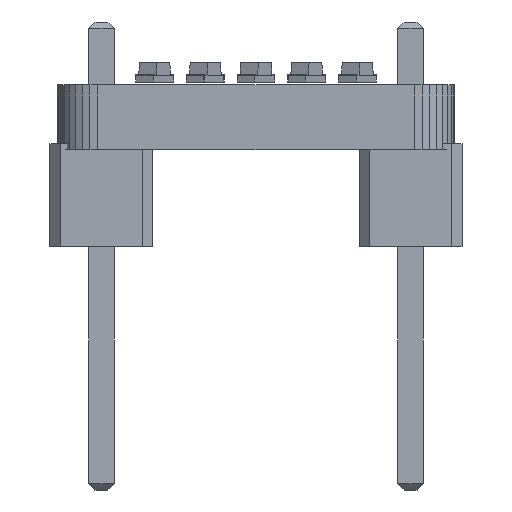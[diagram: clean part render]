
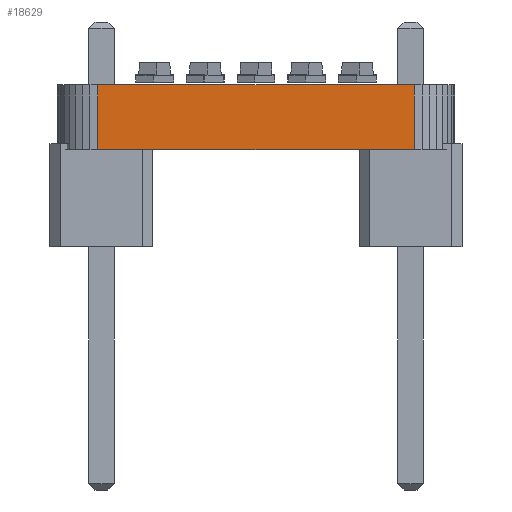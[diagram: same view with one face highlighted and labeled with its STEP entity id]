
A CAD part, front view. The second image highlights one B-rep face of the part: STEP entity #18629.
In plain terms, the highlighted planar face has unit normal (0, -1, 0).
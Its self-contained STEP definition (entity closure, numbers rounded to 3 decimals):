
#15038 = PLANE('',#15039);
#15039 = AXIS2_PLACEMENT_3D('',#15040,#15041,#15042);
#15040 = CARTESIAN_POINT('',(0.,0.,1.6)
  );
#15041 = DIRECTION('',(-0.,-0.,-1.));
#15042 = DIRECTION('',(-1.,0.,0.));
#15092 = PLANE('',#15093);
#15093 = AXIS2_PLACEMENT_3D('',#15094,#15095,#15096);
#15094 = CARTESIAN_POINT('',(0.,0.,0.)
  );
#15095 = DIRECTION('',(-0.,-0.,-1.));
#15096 = DIRECTION('',(-1.,0.,0.));
#15621 = VERTEX_POINT('',#15622);
#15622 = CARTESIAN_POINT('',(3.9,-9.25,0.));
#15636 = PLANE('',#15637);
#15637 = AXIS2_PLACEMENT_3D('',#15638,#15639,#15640);
#15638 = CARTESIAN_POINT('',(4.095,-9.231,0.));
#15639 = DIRECTION('',(0.098,-0.995,0.));
#15640 = DIRECTION('',(-0.995,-0.098,0.));
#15648 = EDGE_CURVE('',#15621,#15649,#15651,.T.);
#15649 = VERTEX_POINT('',#15650);
#15650 = CARTESIAN_POINT('',(-3.9,-9.25,0.));
#15651 = SURFACE_CURVE('',#15652,(#15656,#15663),.PCURVE_S1.);
#15652 = LINE('',#15653,#15654);
#15653 = CARTESIAN_POINT('',(3.9,-9.25,0.));
#15654 = VECTOR('',#15655,1.);
#15655 = DIRECTION('',(-1.,0.,0.));
#15656 = PCURVE('',#15092,#15657);
#15657 = DEFINITIONAL_REPRESENTATION('',(#15658),#15662);
#15658 = LINE('',#15659,#15660);
#15659 = CARTESIAN_POINT('',(-3.9,-9.25));
#15660 = VECTOR('',#15661,1.);
#15661 = DIRECTION('',(1.,0.));
#15662 = ( GEOMETRIC_REPRESENTATION_CONTEXT(2) 
PARAMETRIC_REPRESENTATION_CONTEXT() REPRESENTATION_CONTEXT('2D SPACE',''
  ) );
#15663 = PCURVE('',#15664,#15669);
#15664 = PLANE('',#15665);
#15665 = AXIS2_PLACEMENT_3D('',#15666,#15667,#15668);
#15666 = CARTESIAN_POINT('',(3.9,-9.25,0.));
#15667 = DIRECTION('',(0.,-1.,0.));
#15668 = DIRECTION('',(-1.,0.,0.));
#15669 = DEFINITIONAL_REPRESENTATION('',(#15670),#15674);
#15670 = LINE('',#15671,#15672);
#15671 = CARTESIAN_POINT('',(0.,-0.));
#15672 = VECTOR('',#15673,1.);
#15673 = DIRECTION('',(1.,0.));
#15674 = ( GEOMETRIC_REPRESENTATION_CONTEXT(2) 
PARAMETRIC_REPRESENTATION_CONTEXT() REPRESENTATION_CONTEXT('2D SPACE',''
  ) );
#15692 = PLANE('',#15693);
#15693 = AXIS2_PLACEMENT_3D('',#15694,#15695,#15696);
#15694 = CARTESIAN_POINT('',(-3.9,-9.25,0.));
#15695 = DIRECTION('',(-0.098,-0.995,0.));
#15696 = DIRECTION('',(-0.995,0.098,0.));
#16969 = VERTEX_POINT('',#16970);
#16970 = CARTESIAN_POINT('',(3.9,-9.25,1.6));
#16991 = EDGE_CURVE('',#16969,#16992,#16994,.T.);
#16992 = VERTEX_POINT('',#16993);
#16993 = CARTESIAN_POINT('',(-3.9,-9.25,1.6));
#16994 = SURFACE_CURVE('',#16995,(#16999,#17006),.PCURVE_S1.);
#16995 = LINE('',#16996,#16997);
#16996 = CARTESIAN_POINT('',(3.9,-9.25,1.6));
#16997 = VECTOR('',#16998,1.);
#16998 = DIRECTION('',(-1.,0.,0.));
#16999 = PCURVE('',#15038,#17000);
#17000 = DEFINITIONAL_REPRESENTATION('',(#17001),#17005);
#17001 = LINE('',#17002,#17003);
#17002 = CARTESIAN_POINT('',(-3.9,-9.25));
#17003 = VECTOR('',#17004,1.);
#17004 = DIRECTION('',(1.,0.));
#17005 = ( GEOMETRIC_REPRESENTATION_CONTEXT(2) 
PARAMETRIC_REPRESENTATION_CONTEXT() REPRESENTATION_CONTEXT('2D SPACE',''
  ) );
#17006 = PCURVE('',#15664,#17007);
#17007 = DEFINITIONAL_REPRESENTATION('',(#17008),#17012);
#17008 = LINE('',#17009,#17010);
#17009 = CARTESIAN_POINT('',(0.,-1.6));
#17010 = VECTOR('',#17011,1.);
#17011 = DIRECTION('',(1.,0.));
#17012 = ( GEOMETRIC_REPRESENTATION_CONTEXT(2) 
PARAMETRIC_REPRESENTATION_CONTEXT() REPRESENTATION_CONTEXT('2D SPACE',''
  ) );
#18581 = EDGE_CURVE('',#15621,#16969,#18582,.T.);
#18582 = SURFACE_CURVE('',#18583,(#18587,#18594),.PCURVE_S1.);
#18583 = LINE('',#18584,#18585);
#18584 = CARTESIAN_POINT('',(3.9,-9.25,0.));
#18585 = VECTOR('',#18586,1.);
#18586 = DIRECTION('',(0.,0.,1.));
#18587 = PCURVE('',#15636,#18588);
#18588 = DEFINITIONAL_REPRESENTATION('',(#18589),#18593);
#18589 = LINE('',#18590,#18591);
#18590 = CARTESIAN_POINT('',(0.196,0.));
#18591 = VECTOR('',#18592,1.);
#18592 = DIRECTION('',(0.,-1.));
#18593 = ( GEOMETRIC_REPRESENTATION_CONTEXT(2) 
PARAMETRIC_REPRESENTATION_CONTEXT() REPRESENTATION_CONTEXT('2D SPACE',''
  ) );
#18594 = PCURVE('',#15664,#18595);
#18595 = DEFINITIONAL_REPRESENTATION('',(#18596),#18600);
#18596 = LINE('',#18597,#18598);
#18597 = CARTESIAN_POINT('',(0.,-0.));
#18598 = VECTOR('',#18599,1.);
#18599 = DIRECTION('',(0.,-1.));
#18600 = ( GEOMETRIC_REPRESENTATION_CONTEXT(2) 
PARAMETRIC_REPRESENTATION_CONTEXT() REPRESENTATION_CONTEXT('2D SPACE',''
  ) );
#18629 = ADVANCED_FACE('',(#18630),#15664,.T.);
#18630 = FACE_BOUND('',#18631,.T.);
#18631 = EDGE_LOOP('',(#18632,#18633,#18634,#18655));
#18632 = ORIENTED_EDGE('',*,*,#18581,.T.);
#18633 = ORIENTED_EDGE('',*,*,#16991,.T.);
#18634 = ORIENTED_EDGE('',*,*,#18635,.F.);
#18635 = EDGE_CURVE('',#15649,#16992,#18636,.T.);
#18636 = SURFACE_CURVE('',#18637,(#18641,#18648),.PCURVE_S1.);
#18637 = LINE('',#18638,#18639);
#18638 = CARTESIAN_POINT('',(-3.9,-9.25,0.));
#18639 = VECTOR('',#18640,1.);
#18640 = DIRECTION('',(0.,0.,1.));
#18641 = PCURVE('',#15664,#18642);
#18642 = DEFINITIONAL_REPRESENTATION('',(#18643),#18647);
#18643 = LINE('',#18644,#18645);
#18644 = CARTESIAN_POINT('',(7.8,0.));
#18645 = VECTOR('',#18646,1.);
#18646 = DIRECTION('',(0.,-1.));
#18647 = ( GEOMETRIC_REPRESENTATION_CONTEXT(2) 
PARAMETRIC_REPRESENTATION_CONTEXT() REPRESENTATION_CONTEXT('2D SPACE',''
  ) );
#18648 = PCURVE('',#15692,#18649);
#18649 = DEFINITIONAL_REPRESENTATION('',(#18650),#18654);
#18650 = LINE('',#18651,#18652);
#18651 = CARTESIAN_POINT('',(0.,0.));
#18652 = VECTOR('',#18653,1.);
#18653 = DIRECTION('',(0.,-1.));
#18654 = ( GEOMETRIC_REPRESENTATION_CONTEXT(2) 
PARAMETRIC_REPRESENTATION_CONTEXT() REPRESENTATION_CONTEXT('2D SPACE',''
  ) );
#18655 = ORIENTED_EDGE('',*,*,#15648,.F.);
